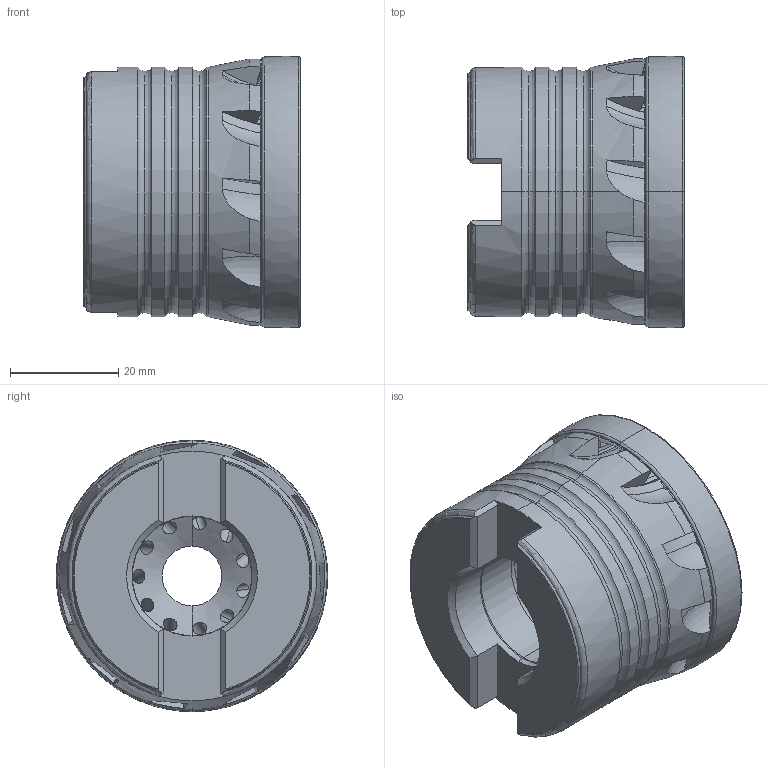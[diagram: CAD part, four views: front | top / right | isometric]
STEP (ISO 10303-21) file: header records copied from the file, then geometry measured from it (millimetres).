
FILE_DESCRIPTION (( 'STEP AP214' ), '1' );
FILE_NAME ('90PP-050-63-11.STEP', '2011-12-14T10:07:58', ( '' ), ( '' ), 'SwSTEP 2.0', 'SolidWorks 2011', '' );
FILE_SCHEMA (( 'AUTOMOTIVE_DESIGN' ));
Length unit declared in the file: millimetre
Products named in the file (1): 90PP-050-63-11
Bounding box: 40 x 50 x 50 mm (x, y, z)
Volume: 51517 mm3; surface area: 14723.3 mm2
Topology: 1 solids, 1 shells, 255 faces, 799 edges, 514 vertices
Faces by surface type: plane 85, cylinder 63, cone 61, torus 35, bspline 11
Entity records: 10316 total; most frequent: CARTESIAN_POINT 3790, ORIENTED_EDGE 1598, DIRECTION 1131, EDGE_CURVE 799, VERTEX_POINT 514, AXIS2_PLACEMENT_3D 462, B_SPLINE_CURVE_WITH_KNOTS 316, EDGE_LOOP 269
